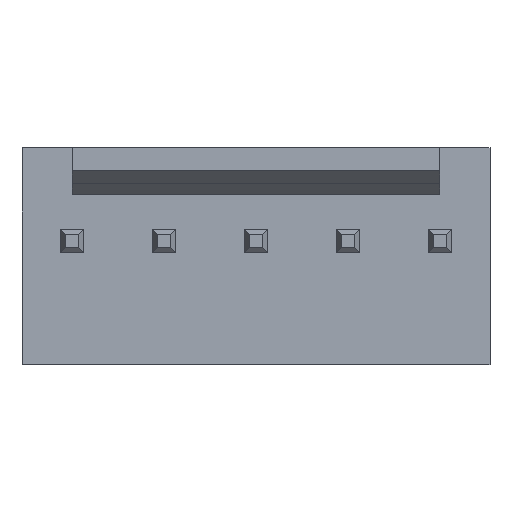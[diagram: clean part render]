
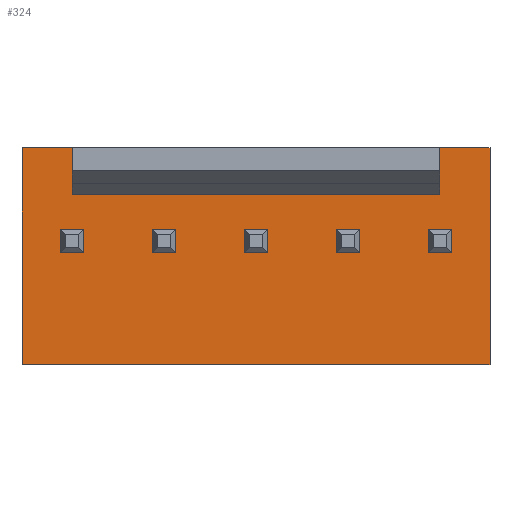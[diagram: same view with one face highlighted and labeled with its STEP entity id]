
A CAD part, top view. The second image highlights one B-rep face of the part: STEP entity #324.
In plain terms, the highlighted planar face has unit normal (0, 0, 1).
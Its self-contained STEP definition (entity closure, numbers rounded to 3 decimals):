
#324=ADVANCED_FACE('',(#1221),#1223,.T.);
#1221=FACE_BOUND('',#1222,.T.);
#1222=EDGE_LOOP('',(#1928,#1929,#1930,#1931,#1932,#1933,#1934,#1935));
#1223=PLANE('',#1224);
#1224=AXIS2_PLACEMENT_3D('',#1225,#1226,#1227);
#1225=CARTESIAN_POINT('',(0.,0.,3.));
#1226=DIRECTION('',(0.,0.,1.));
#1227=DIRECTION('',(1.,0.,0.));
#1928=ORIENTED_EDGE('',*,*,#2341,.F.);
#1929=ORIENTED_EDGE('',*,*,#2342,.F.);
#1930=ORIENTED_EDGE('',*,*,#2274,.T.);
#1931=ORIENTED_EDGE('',*,*,#2340,.T.);
#1932=ORIENTED_EDGE('',*,*,#2321,.T.);
#1933=ORIENTED_EDGE('',*,*,#2343,.T.);
#1934=ORIENTED_EDGE('',*,*,#2278,.T.);
#1935=ORIENTED_EDGE('',*,*,#2344,.F.);
#2274=EDGE_CURVE('',#2522,#2520,#2523,.T.);
#2278=EDGE_CURVE('',#2530,#2528,#2531,.T.);
#2321=EDGE_CURVE('',#2607,#2605,#2608,.T.);
#2340=EDGE_CURVE('',#2520,#2607,#2631,.T.);
#2341=EDGE_CURVE('',#2632,#2633,#2634,.T.);
#2342=EDGE_CURVE('',#2522,#2632,#2635,.T.);
#2343=EDGE_CURVE('',#2605,#2530,#2636,.T.);
#2344=EDGE_CURVE('',#2633,#2528,#2637,.F.);
#2520=VERTEX_POINT('',#2919);
#2522=VERTEX_POINT('',#2923);
#2523=LINE('',#2924,#2925);
#2528=VERTEX_POINT('',#2935);
#2530=VERTEX_POINT('',#2939);
#2531=LINE('',#2940,#2941);
#2605=VERTEX_POINT('',#3098);
#2607=VERTEX_POINT('',#3102);
#2608=LINE('',#3103,#3104);
#2631=LINE('',#3164,#3165);
#2632=VERTEX_POINT('',#3167);
#2633=VERTEX_POINT('',#3168);
#2634=LINE('',#3169,#3170);
#2635=LINE('',#3172,#3173);
#2636=LINE('',#3175,#3176);
#2637=LINE('',#3178,#3179);
#2919=CARTESIAN_POINT('',(-1.395,2.6,3.));
#2923=CARTESIAN_POINT('',(0.,2.6,3.));
#2924=CARTESIAN_POINT('',(0.,2.6,3.));
#2925=VECTOR('',#2926,1.);
#2926=DIRECTION('',(-1.,0.,0.));
#2935=CARTESIAN_POINT('',(10.16,2.6,3.));
#2939=CARTESIAN_POINT('',(11.555,2.6,3.));
#2940=CARTESIAN_POINT('',(11.555,2.6,3.));
#2941=VECTOR('',#2942,1.);
#2942=DIRECTION('',(-1.,0.,0.));
#3098=CARTESIAN_POINT('',(11.555,-3.4,3.));
#3102=CARTESIAN_POINT('',(-1.395,-3.4,3.));
#3103=CARTESIAN_POINT('',(-1.395,-3.4,3.));
#3104=VECTOR('',#3105,1.);
#3105=DIRECTION('',(1.,0.,0.));
#3164=CARTESIAN_POINT('',(-1.395,2.6,3.));
#3165=VECTOR('',#3166,1.);
#3166=DIRECTION('',(0.,-1.,0.));
#3167=CARTESIAN_POINT('',(0.,1.6,3.));
#3168=CARTESIAN_POINT('',(10.16,1.6,3.));
#3169=CARTESIAN_POINT('',(0.,1.6,3.));
#3170=VECTOR('',#3171,1.);
#3171=DIRECTION('',(1.,0.,0.));
#3172=CARTESIAN_POINT('',(0.,2.6,3.));
#3173=VECTOR('',#3174,1.);
#3174=DIRECTION('',(0.,-1.,0.));
#3175=CARTESIAN_POINT('',(11.555,-3.4,3.));
#3176=VECTOR('',#3177,1.);
#3177=DIRECTION('',(0.,1.,0.));
#3178=CARTESIAN_POINT('',(10.16,2.6,3.));
#3179=VECTOR('',#3180,1.);
#3180=DIRECTION('',(0.,-1.,0.));
